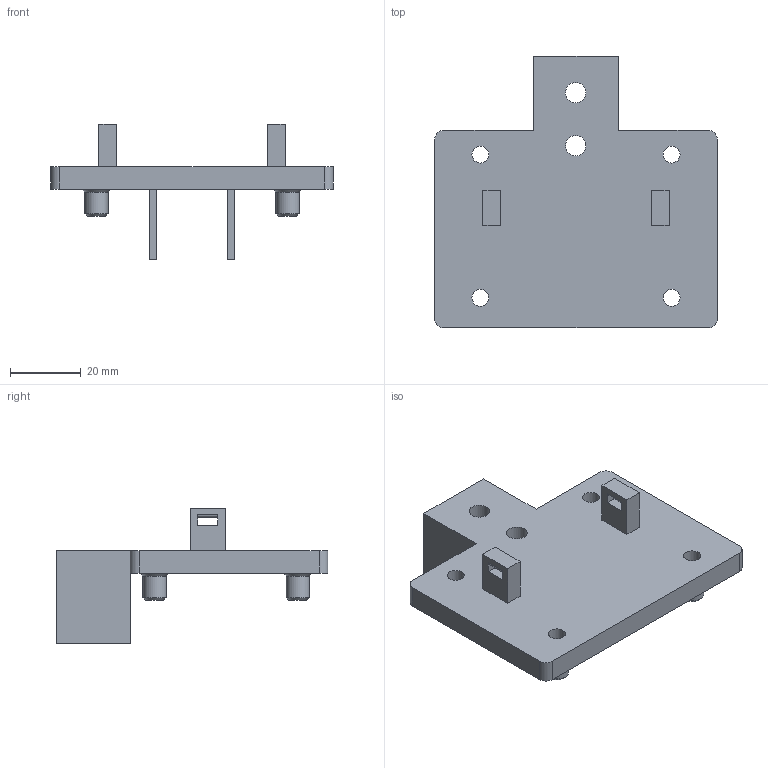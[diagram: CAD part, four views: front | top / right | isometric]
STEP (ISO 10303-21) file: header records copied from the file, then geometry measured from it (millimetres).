
FILE_DESCRIPTION(/* description */ (''),/* implementation_level */ '2;1');
FILE_NAME(/* name */ 'yCarriage.step',/* time_stamp */ '2024-01-07T09:42:52-05:00',/* author */ (''),/* organization */ (''),/* preprocessor_version */ 'ST-DEVELOPER v20',/* originating_system */ 'Autodesk Translation Framework v12.9.0.99',/* authorisation */ '');
FILE_SCHEMA (('AUTOMOTIVE_DESIGN { 1 0 10303 214 3 1 1 }'));
Length unit declared in the file: millimetre
Products named in the file (1): yCarriageMotorMount
Bounding box: 80 x 77 x 38.4 mm (x, y, z)
Volume: 34311.3 mm3; surface area: 15999.9 mm2
Topology: 1 solids, 1 shells, 64 faces, 158 edges, 102 vertices
Faces by surface type: plane 38, cylinder 18, cone 8
Full cylindrical faces by diameter (mm): 4.8 x4, 5.8 x2, 6.6 x4
Entity records: 1951 total; most frequent: DIRECTION 332, CARTESIAN_POINT 325, ORIENTED_EDGE 316, EDGE_CURVE 158, LINE 114, VECTOR 114, AXIS2_PLACEMENT_3D 109, VERTEX_POINT 102
